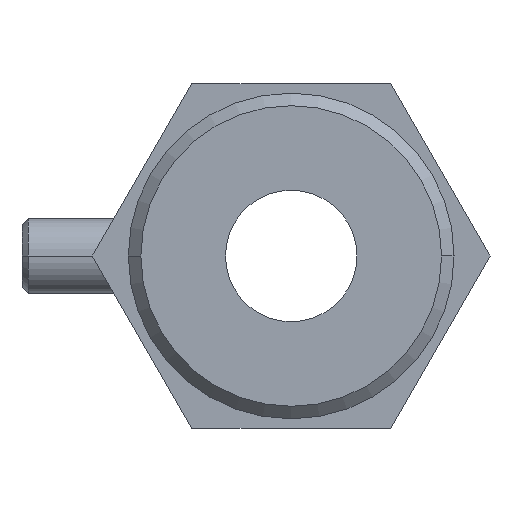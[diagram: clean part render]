
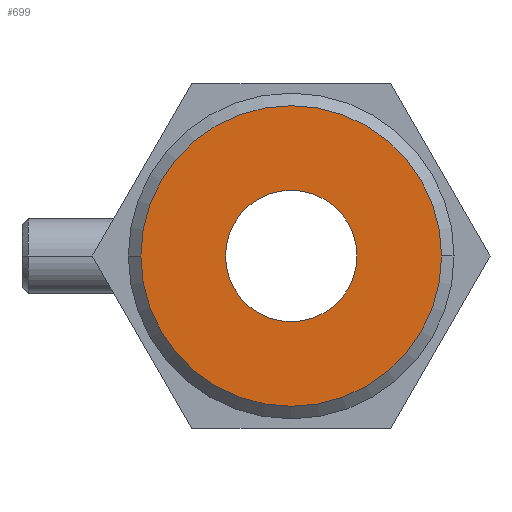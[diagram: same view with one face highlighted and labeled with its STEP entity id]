
A CAD part, left-side view. The second image highlights one B-rep face of the part: STEP entity #699.
In plain terms, the highlighted planar face has unit normal (-1, 0, 0).
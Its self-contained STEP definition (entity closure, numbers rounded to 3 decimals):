
#455 = EDGE_CURVE( '', #691, #465, #1114, .T. );
#465 = VERTEX_POINT( '', #1124 );
#531 = EDGE_CURVE( '', #607, #871, #1198, .T. );
#607 = VERTEX_POINT( '', #1281 );
#629 = EDGE_CURVE( '', #465, #691, #1305, .T. );
#691 = VERTEX_POINT( '', #1377 );
#699 = ADVANCED_FACE( '', ( #1385, #1386 ), #1387, .T. );
#871 = VERTEX_POINT( '', #1585 );
#895 = EDGE_CURVE( '', #871, #607, #1611, .T. );
#1114 = CIRCLE( '', #1945, 24.013 );
#1124 = CARTESIAN_POINT( '', ( -96., 24.013, 0. ) );
#1198 = CIRCLE( '', #2115, 10.5 );
#1281 = CARTESIAN_POINT( '', ( -96., 10.5, 0. ) );
#1305 = CIRCLE( '', #2302, 24.013 );
#1377 = CARTESIAN_POINT( '', ( -96., -24.013, 0. ) );
#1385 = FACE_BOUND( '', #2416, .T. );
#1386 = FACE_OUTER_BOUND( '', #2417, .T. );
#1387 = PLANE( '', #2418 );
#1585 = CARTESIAN_POINT( '', ( -96., -10.5, 0. ) );
#1611 = CIRCLE( '', #2906, 10.5 );
#1945 = AXIS2_PLACEMENT_3D( '', #3205, #3206, #3207 );
#2115 = AXIS2_PLACEMENT_3D( '', #3307, #3308, #3309 );
#2302 = AXIS2_PLACEMENT_3D( '', #3429, #3430, #3431 );
#2416 = EDGE_LOOP( '', ( #3529, #3530 ) );
#2417 = EDGE_LOOP( '', ( #3531, #3532 ) );
#2418 = AXIS2_PLACEMENT_3D( '', #3533, #3534, #3535 );
#2906 = AXIS2_PLACEMENT_3D( '', #3835, #3836, #3837 );
#3205 = CARTESIAN_POINT( '', ( -96., 0., 0. ) );
#3206 = DIRECTION( '', ( -1., 0., 0. ) );
#3207 = DIRECTION( '', ( 0., 1., 0. ) );
#3307 = CARTESIAN_POINT( '', ( -96., 0., 0. ) );
#3308 = DIRECTION( '', ( 1., 0., 0. ) );
#3309 = DIRECTION( '', ( 0., 1., 0. ) );
#3429 = CARTESIAN_POINT( '', ( -96., 0., 0. ) );
#3430 = DIRECTION( '', ( -1., 0., 0. ) );
#3431 = DIRECTION( '', ( 0., 1., 0. ) );
#3529 = ORIENTED_EDGE( '', *, *, #531, .T. );
#3530 = ORIENTED_EDGE( '', *, *, #895, .T. );
#3531 = ORIENTED_EDGE( '', *, *, #629, .T. );
#3532 = ORIENTED_EDGE( '', *, *, #455, .T. );
#3533 = CARTESIAN_POINT( '', ( -96., 12.007, 0. ) );
#3534 = DIRECTION( '', ( -1., 0., 0. ) );
#3535 = DIRECTION( '', ( 0., 1., 0. ) );
#3835 = CARTESIAN_POINT( '', ( -96., 0., 0. ) );
#3836 = DIRECTION( '', ( 1., 0., 0. ) );
#3837 = DIRECTION( '', ( 0., 1., 0. ) );
